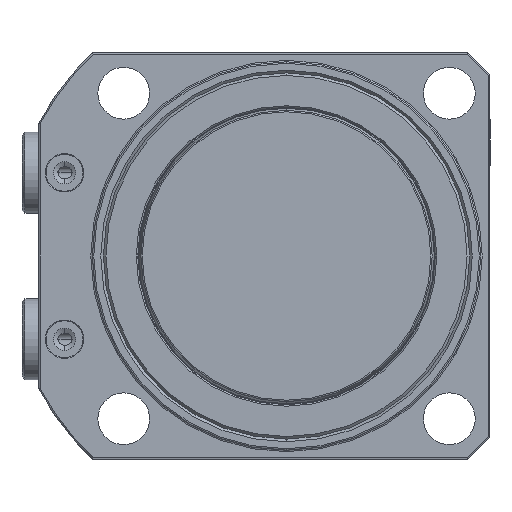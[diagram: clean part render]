
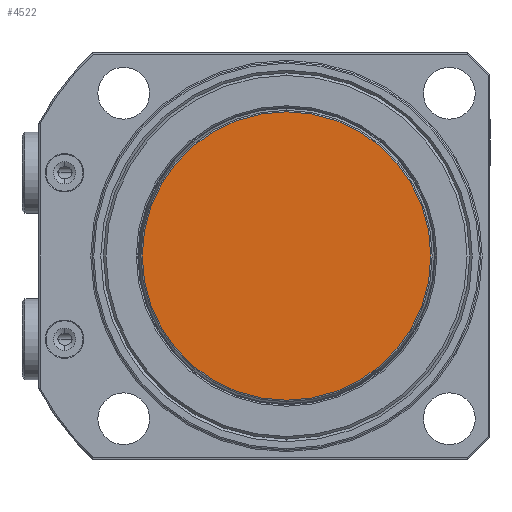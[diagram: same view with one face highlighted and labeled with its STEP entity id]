
A CAD part, front view. The second image highlights one B-rep face of the part: STEP entity #4522.
In plain terms, the highlighted planar face has unit normal (0, -1, 0).
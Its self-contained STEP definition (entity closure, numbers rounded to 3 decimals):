
#388 = ORIENTED_EDGE ( 'NONE', *, *, #4397, .T. ) ;
#390 = ORIENTED_EDGE ( 'NONE', *, *, #4412, .T. ) ;
#507 = AXIS2_PLACEMENT_3D ( 'NONE', #1190, #1191, #1192 ) ;
#510 = AXIS2_PLACEMENT_3D ( 'NONE', #1145, #1146, #1147 ) ;
#758 = FACE_OUTER_BOUND ( 'NONE', #5485, .T. ) ;
#885 = AXIS2_PLACEMENT_3D ( 'NONE', #4579, #4580, #4581 ) ;
#1145 = CARTESIAN_POINT ( 'NONE',  ( 0., 0., 0. ) ) ;
#1146 = DIRECTION ( 'NONE',  ( 0., -1., 0. ) ) ;
#1147 = DIRECTION ( 'NONE',  ( 0., 0., 1. ) ) ;
#1190 = CARTESIAN_POINT ( 'NONE',  ( 0., 0., 0. ) ) ;
#1191 = DIRECTION ( 'NONE',  ( 0., -1., 0. ) ) ;
#1192 = DIRECTION ( 'NONE',  ( 0., 0., 1. ) ) ;
#4190 = CIRCLE ( 'NONE', #507, 38.992 ) ;
#4201 = CIRCLE ( 'NONE', #510, 38.992 ) ;
#4397 = EDGE_CURVE ( 'NONE', #5469, #5468, #4201, .T. ) ;
#4412 = EDGE_CURVE ( 'NONE', #5468, #5469, #4190, .T. ) ;
#4522 = ADVANCED_FACE ( 'NONE', ( #758 ), #4575, .F. ) ;
#4575 = PLANE ( 'NONE',  #885 ) ;
#4579 = CARTESIAN_POINT ( 'NONE',  ( 39.272, 0., 0. ) ) ;
#4580 = DIRECTION ( 'NONE',  ( 0., 1., 0. ) ) ;
#4581 = DIRECTION ( 'NONE',  ( 0., 0., 1. ) ) ;
#4802 = CARTESIAN_POINT ( 'NONE',  ( 0., 0., 38.992 ) ) ;
#4803 = CARTESIAN_POINT ( 'NONE',  ( 0., 0., -38.992 ) ) ;
#5468 = VERTEX_POINT ( 'NONE', #4802 ) ;
#5469 = VERTEX_POINT ( 'NONE', #4803 ) ;
#5485 = EDGE_LOOP ( 'NONE', ( #390, #388 ) ) ;
